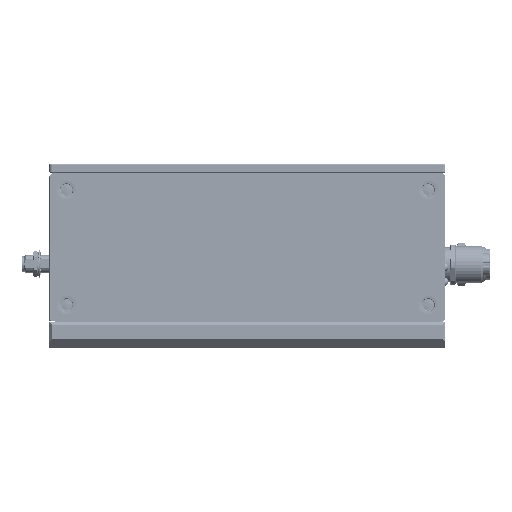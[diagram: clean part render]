
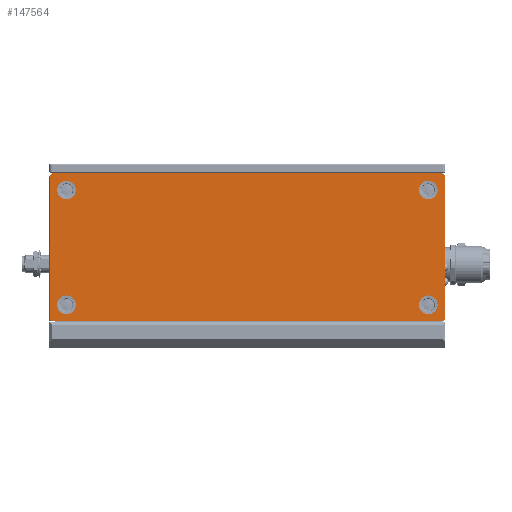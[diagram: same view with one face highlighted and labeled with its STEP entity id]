
A CAD part, left-side view. The second image highlights one B-rep face of the part: STEP entity #147564.
In plain terms, the highlighted planar face has unit normal (-1, 0, 0).
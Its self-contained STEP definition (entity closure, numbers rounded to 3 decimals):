
#3172=FACE_BOUND('',#17610,.T.);
#3173=FACE_BOUND('',#17611,.T.);
#3174=FACE_BOUND('',#17612,.T.);
#3175=FACE_BOUND('',#17613,.T.);
#4634=PLANE('',#156311);
#9862=FACE_OUTER_BOUND('',#17609,.T.);
#17609=EDGE_LOOP('',(#101596,#101597,#101598,#101599,#101600,#101601,#101602,
#101603));
#17610=EDGE_LOOP('',(#101604,#101605));
#17611=EDGE_LOOP('',(#101606,#101607));
#17612=EDGE_LOOP('',(#101608,#101609));
#17613=EDGE_LOOP('',(#101610,#101611));
#27199=LINE('',#216994,#41360);
#27202=LINE('',#217000,#41363);
#27206=LINE('',#217012,#41367);
#27207=LINE('',#217018,#41368);
#41360=VECTOR('',#174949,10.);
#41363=VECTOR('',#174954,10.);
#41367=VECTOR('',#174968,10.);
#41368=VECTOR('',#174977,10.);
#53657=CIRCLE('',#156305,1.);
#53658=CIRCLE('',#156307,1.);
#53659=CIRCLE('',#156310,1.);
#53660=CIRCLE('',#156312,1.);
#53661=CIRCLE('',#156313,3.25);
#53662=CIRCLE('',#156314,3.25);
#53663=CIRCLE('',#156315,3.25);
#53664=CIRCLE('',#156316,3.25);
#53665=CIRCLE('',#156317,3.25);
#53666=CIRCLE('',#156318,3.25);
#53667=CIRCLE('',#156319,3.25);
#53668=CIRCLE('',#156320,3.25);
#60691=VERTEX_POINT('',#216990);
#60692=VERTEX_POINT('',#216992);
#60693=VERTEX_POINT('',#216996);
#60694=VERTEX_POINT('',#216998);
#60695=VERTEX_POINT('',#217002);
#60696=VERTEX_POINT('',#217006);
#60697=VERTEX_POINT('',#217010);
#60698=VERTEX_POINT('',#217016);
#60699=VERTEX_POINT('',#217019);
#60700=VERTEX_POINT('',#217020);
#60701=VERTEX_POINT('',#217023);
#60702=VERTEX_POINT('',#217024);
#60703=VERTEX_POINT('',#217027);
#60704=VERTEX_POINT('',#217028);
#60705=VERTEX_POINT('',#217031);
#60706=VERTEX_POINT('',#217032);
#76086=EDGE_CURVE('',#60692,#60691,#27199,.T.);
#76089=EDGE_CURVE('',#60694,#60693,#27202,.T.);
#76090=EDGE_CURVE('',#60695,#60694,#53657,.T.);
#76092=EDGE_CURVE('',#60693,#60696,#53658,.T.);
#76095=EDGE_CURVE('',#60696,#60697,#27206,.T.);
#76096=EDGE_CURVE('',#60697,#60692,#53659,.T.);
#76097=EDGE_CURVE('',#60691,#60698,#53660,.T.);
#76098=EDGE_CURVE('',#60698,#60695,#27207,.T.);
#76099=EDGE_CURVE('',#60699,#60700,#53661,.T.);
#76100=EDGE_CURVE('',#60700,#60699,#53662,.T.);
#76101=EDGE_CURVE('',#60701,#60702,#53663,.T.);
#76102=EDGE_CURVE('',#60702,#60701,#53664,.T.);
#76103=EDGE_CURVE('',#60703,#60704,#53665,.T.);
#76104=EDGE_CURVE('',#60704,#60703,#53666,.T.);
#76105=EDGE_CURVE('',#60705,#60706,#53667,.T.);
#76106=EDGE_CURVE('',#60706,#60705,#53668,.T.);
#101596=ORIENTED_EDGE('',*,*,#76097,.F.);
#101597=ORIENTED_EDGE('',*,*,#76086,.F.);
#101598=ORIENTED_EDGE('',*,*,#76096,.F.);
#101599=ORIENTED_EDGE('',*,*,#76095,.F.);
#101600=ORIENTED_EDGE('',*,*,#76092,.F.);
#101601=ORIENTED_EDGE('',*,*,#76089,.F.);
#101602=ORIENTED_EDGE('',*,*,#76090,.F.);
#101603=ORIENTED_EDGE('',*,*,#76098,.F.);
#101604=ORIENTED_EDGE('',*,*,#76099,.T.);
#101605=ORIENTED_EDGE('',*,*,#76100,.T.);
#101606=ORIENTED_EDGE('',*,*,#76101,.T.);
#101607=ORIENTED_EDGE('',*,*,#76102,.T.);
#101608=ORIENTED_EDGE('',*,*,#76103,.T.);
#101609=ORIENTED_EDGE('',*,*,#76104,.T.);
#101610=ORIENTED_EDGE('',*,*,#76105,.T.);
#101611=ORIENTED_EDGE('',*,*,#76106,.T.);
#147564=ADVANCED_FACE('',(#9862,#3172,#3173,#3174,#3175),#4634,.T.);
#156305=AXIS2_PLACEMENT_3D('',#217003,#174957,#174958);
#156307=AXIS2_PLACEMENT_3D('',#217007,#174962,#174963);
#156310=AXIS2_PLACEMENT_3D('',#217014,#174971,#174972);
#156311=AXIS2_PLACEMENT_3D('',#217015,#174973,#174974);
#156312=AXIS2_PLACEMENT_3D('',#217017,#174975,#174976);
#156313=AXIS2_PLACEMENT_3D('',#217021,#174978,#174979);
#156314=AXIS2_PLACEMENT_3D('',#217022,#174980,#174981);
#156315=AXIS2_PLACEMENT_3D('',#217025,#174982,#174983);
#156316=AXIS2_PLACEMENT_3D('',#217026,#174984,#174985);
#156317=AXIS2_PLACEMENT_3D('',#217029,#174986,#174987);
#156318=AXIS2_PLACEMENT_3D('',#217030,#174988,#174989);
#156319=AXIS2_PLACEMENT_3D('',#217033,#174990,#174991);
#156320=AXIS2_PLACEMENT_3D('',#217034,#174992,#174993);
#174949=DIRECTION('',(0.,0.,-1.));
#174954=DIRECTION('',(0.,0.,1.));
#174957=DIRECTION('center_axis',(1.,0.,0.));
#174958=DIRECTION('ref_axis',(0.,0.707,-0.707));
#174962=DIRECTION('center_axis',(1.,0.,0.));
#174963=DIRECTION('ref_axis',(0.,0.707,0.707));
#174968=DIRECTION('',(0.,-1.,0.));
#174971=DIRECTION('center_axis',(1.,0.,0.));
#174972=DIRECTION('ref_axis',(0.,-0.707,0.707));
#174973=DIRECTION('center_axis',(-1.,0.,0.));
#174974=DIRECTION('ref_axis',(0.,-1.,0.));
#174975=DIRECTION('center_axis',(1.,0.,0.));
#174976=DIRECTION('ref_axis',(0.,-0.707,
-0.707));
#174977=DIRECTION('',(0.,1.,0.));
#174978=DIRECTION('center_axis',(1.,0.,0.));
#174979=DIRECTION('ref_axis',(0.,-1.,0.));
#174980=DIRECTION('center_axis',(1.,0.,0.));
#174981=DIRECTION('ref_axis',(0.,-1.,0.));
#174982=DIRECTION('center_axis',(1.,0.,0.));
#174983=DIRECTION('ref_axis',(0.,-1.,0.));
#174984=DIRECTION('center_axis',(1.,0.,0.));
#174985=DIRECTION('ref_axis',(0.,-1.,0.));
#174986=DIRECTION('center_axis',(1.,0.,0.));
#174987=DIRECTION('ref_axis',(0.,-1.,0.));
#174988=DIRECTION('center_axis',(1.,0.,0.));
#174989=DIRECTION('ref_axis',(0.,-1.,0.));
#174990=DIRECTION('center_axis',(1.,0.,0.));
#174991=DIRECTION('ref_axis',(0.,-1.,0.));
#174992=DIRECTION('center_axis',(1.,0.,0.));
#174993=DIRECTION('ref_axis',(0.,-1.,0.));
#216990=CARTESIAN_POINT('',(0.998,0.25,-2.4));
#216992=CARTESIAN_POINT('',(0.998,0.25,47.1));
#216994=CARTESIAN_POINT('',(0.998,0.25,-3.4));
#216996=CARTESIAN_POINT('',(0.998,137.75,47.1));
#216998=CARTESIAN_POINT('',(0.998,137.75,-2.4));
#217000=CARTESIAN_POINT('',(0.998,137.75,48.1));
#217002=CARTESIAN_POINT('',(0.998,136.75,-3.4));
#217003=CARTESIAN_POINT('Origin',(0.998,136.75,-2.4));
#217006=CARTESIAN_POINT('',(0.998,136.75,48.1));
#217007=CARTESIAN_POINT('Origin',(0.998,136.75,47.1));
#217010=CARTESIAN_POINT('',(0.998,1.25,48.1));
#217012=CARTESIAN_POINT('',(0.998,0.25,48.1));
#217014=CARTESIAN_POINT('Origin',(0.998,1.25,47.1));
#217015=CARTESIAN_POINT('Origin',(0.998,69.,22.35));
#217016=CARTESIAN_POINT('',(0.998,1.25,-3.4));
#217017=CARTESIAN_POINT('Origin',(0.998,1.25,-2.4));
#217018=CARTESIAN_POINT('',(0.998,137.75,-3.4));
#217019=CARTESIAN_POINT('',(0.998,2.75,2.35));
#217020=CARTESIAN_POINT('',(0.998,9.25,2.35));
#217021=CARTESIAN_POINT('Origin',(0.998,6.,2.35));
#217022=CARTESIAN_POINT('Origin',(0.998,6.,2.35));
#217023=CARTESIAN_POINT('',(0.998,2.75,42.35));
#217024=CARTESIAN_POINT('',(0.998,9.25,42.35));
#217025=CARTESIAN_POINT('Origin',(0.998,6.,42.35));
#217026=CARTESIAN_POINT('Origin',(0.998,6.,42.35));
#217027=CARTESIAN_POINT('',(0.998,128.75,2.35));
#217028=CARTESIAN_POINT('',(0.998,135.25,2.35));
#217029=CARTESIAN_POINT('Origin',(0.998,132.,2.35));
#217030=CARTESIAN_POINT('Origin',(0.998,132.,2.35));
#217031=CARTESIAN_POINT('',(0.998,128.75,42.35));
#217032=CARTESIAN_POINT('',(0.998,135.25,42.35));
#217033=CARTESIAN_POINT('Origin',(0.998,132.,42.35));
#217034=CARTESIAN_POINT('Origin',(0.998,132.,42.35));
